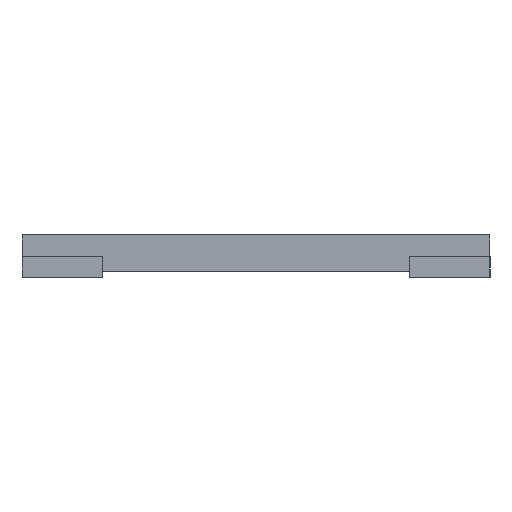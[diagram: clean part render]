
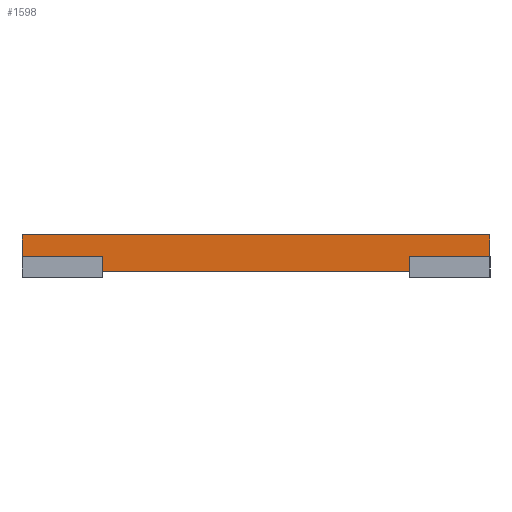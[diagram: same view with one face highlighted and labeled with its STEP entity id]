
A CAD part, left-side view. The second image highlights one B-rep face of the part: STEP entity #1598.
In plain terms, the highlighted planar face has unit normal (-1, 0, 0).
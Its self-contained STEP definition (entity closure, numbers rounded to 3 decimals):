
#4 = VECTOR ( 'NONE', #1034, 1000. ) ;
#77 = LINE ( 'NONE', #952, #2091 ) ;
#106 = CARTESIAN_POINT ( 'NONE',  ( -2., 9., 2. ) ) ;
#146 = DIRECTION ( 'NONE',  ( 0., -1., 0. ) ) ;
#190 = AXIS2_PLACEMENT_3D ( 'NONE', #1077, #1709, #1923 ) ;
#196 = CARTESIAN_POINT ( 'NONE',  ( -2., -2., 5. ) ) ;
#211 = ORIENTED_EDGE ( 'NONE', *, *, #256, .T. ) ;
#256 = EDGE_CURVE ( 'NONE', #481, #1233, #77, .T. ) ;
#277 = ORIENTED_EDGE ( 'NONE', *, *, #2071, .T. ) ;
#292 = CARTESIAN_POINT ( 'NONE',  ( -2., -2., 2. ) ) ;
#308 = DIRECTION ( 'NONE',  ( 0., -1., 0. ) ) ;
#399 = LINE ( 'NONE', #1175, #730 ) ;
#479 = DIRECTION ( 'NONE',  ( 0., 0., 1. ) ) ;
#481 = VERTEX_POINT ( 'NONE', #1333 ) ;
#495 = CARTESIAN_POINT ( 'NONE',  ( -2., 51., -0.8 ) ) ;
#553 = CARTESIAN_POINT ( 'NONE',  ( -2., -2., 0. ) ) ;
#566 = LINE ( 'NONE', #553, #4 ) ;
#583 = CARTESIAN_POINT ( 'NONE',  ( -2., -2., 2. ) ) ;
#659 = CARTESIAN_POINT ( 'NONE',  ( -2., 62., 5. ) ) ;
#693 = LINE ( 'NONE', #798, #1174 ) ;
#716 = CARTESIAN_POINT ( 'NONE',  ( -2., -2., 5. ) ) ;
#724 = VECTOR ( 'NONE', #479, 1000. ) ;
#730 = VECTOR ( 'NONE', #1216, 1000. ) ;
#788 = EDGE_CURVE ( 'NONE', #2669, #2576, #399, .T. ) ;
#798 = CARTESIAN_POINT ( 'NONE',  ( -2., 62., 5. ) ) ;
#861 = EDGE_CURVE ( 'NONE', #1508, #1046, #1491, .T. ) ;
#952 = CARTESIAN_POINT ( 'NONE',  ( -2., 9., -0.8 ) ) ;
#953 = LINE ( 'NONE', #495, #724 ) ;
#997 = CARTESIAN_POINT ( 'NONE',  ( -2., 62., 2. ) ) ;
#1034 = DIRECTION ( 'NONE',  ( 0., -1., 0. ) ) ;
#1046 = VERTEX_POINT ( 'NONE', #2163 ) ;
#1077 = CARTESIAN_POINT ( 'NONE',  ( -2., -2., 5. ) ) ;
#1125 = ORIENTED_EDGE ( 'NONE', *, *, #788, .F. ) ;
#1174 = VECTOR ( 'NONE', #2661, 1000. ) ;
#1175 = CARTESIAN_POINT ( 'NONE',  ( -2., -2., 5. ) ) ;
#1216 = DIRECTION ( 'NONE',  ( 0., 0., -1. ) ) ;
#1233 = VERTEX_POINT ( 'NONE', #106 ) ;
#1250 = LINE ( 'NONE', #292, #2311 ) ;
#1333 = CARTESIAN_POINT ( 'NONE',  ( -2., 9., 0. ) ) ;
#1423 = EDGE_CURVE ( 'NONE', #1646, #1508, #693, .T. ) ;
#1491 = LINE ( 'NONE', #997, #2148 ) ;
#1505 = ORIENTED_EDGE ( 'NONE', *, *, #1918, .F. ) ;
#1508 = VERTEX_POINT ( 'NONE', #1864 ) ;
#1542 = ORIENTED_EDGE ( 'NONE', *, *, #2341, .F. ) ;
#1598 = ADVANCED_FACE ( 'NONE', ( #2009 ), #2136, .F. ) ;
#1646 = VERTEX_POINT ( 'NONE', #659 ) ;
#1709 = DIRECTION ( 'NONE',  ( 1., 0., 0. ) ) ;
#1737 = ORIENTED_EDGE ( 'NONE', *, *, #1423, .T. ) ;
#1757 = DIRECTION ( 'NONE',  ( 0., 1., 0. ) ) ;
#1843 = VERTEX_POINT ( 'NONE', #1872 ) ;
#1864 = CARTESIAN_POINT ( 'NONE',  ( -2., 62., 2. ) ) ;
#1867 = EDGE_CURVE ( 'NONE', #2576, #1233, #1250, .T. ) ;
#1872 = CARTESIAN_POINT ( 'NONE',  ( -2., 51., 0. ) ) ;
#1918 = EDGE_CURVE ( 'NONE', #1843, #1046, #953, .T. ) ;
#1923 = DIRECTION ( 'NONE',  ( 0., 0., -1. ) ) ;
#2009 = FACE_OUTER_BOUND ( 'NONE', #2268, .T. ) ;
#2071 = EDGE_CURVE ( 'NONE', #1843, #481, #566, .T. ) ;
#2091 = VECTOR ( 'NONE', #2422, 1000. ) ;
#2106 = LINE ( 'NONE', #716, #2210 ) ;
#2136 = PLANE ( 'NONE',  #190 ) ;
#2148 = VECTOR ( 'NONE', #146, 1000. ) ;
#2163 = CARTESIAN_POINT ( 'NONE',  ( -2., 51., 2. ) ) ;
#2200 = ORIENTED_EDGE ( 'NONE', *, *, #861, .T. ) ;
#2210 = VECTOR ( 'NONE', #308, 1000. ) ;
#2268 = EDGE_LOOP ( 'NONE', ( #1505, #277, #211, #2436, #1125, #1542, #1737, #2200 ) ) ;
#2311 = VECTOR ( 'NONE', #1757, 1000. ) ;
#2341 = EDGE_CURVE ( 'NONE', #1646, #2669, #2106, .T. ) ;
#2422 = DIRECTION ( 'NONE',  ( 0., 0., 1. ) ) ;
#2436 = ORIENTED_EDGE ( 'NONE', *, *, #1867, .F. ) ;
#2576 = VERTEX_POINT ( 'NONE', #583 ) ;
#2661 = DIRECTION ( 'NONE',  ( 0., 0., -1. ) ) ;
#2669 = VERTEX_POINT ( 'NONE', #196 ) ;
